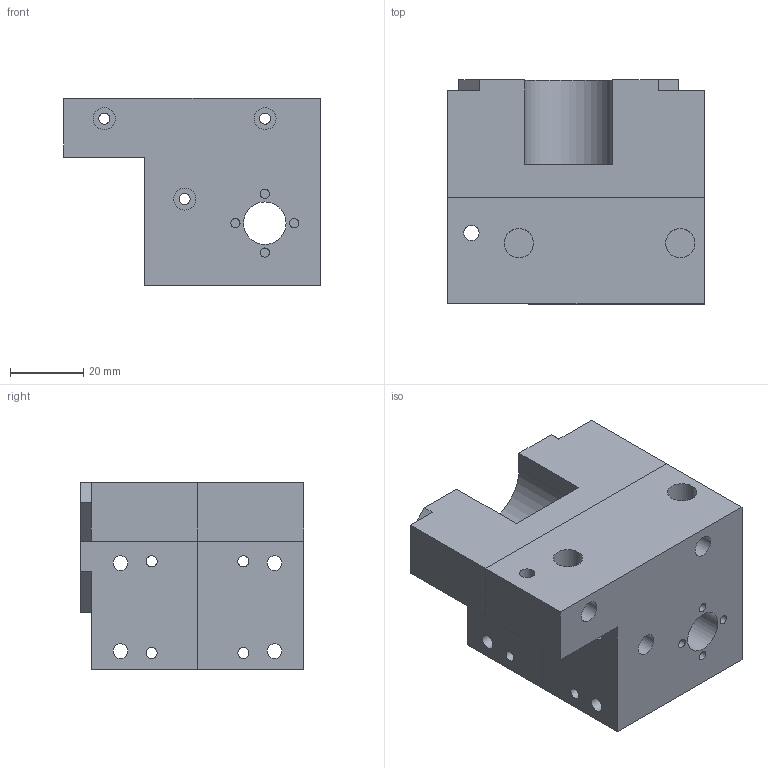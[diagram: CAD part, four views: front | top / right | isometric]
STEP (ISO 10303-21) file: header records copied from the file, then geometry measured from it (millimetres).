
FILE_DESCRIPTION(/* description */ (''),/* implementation_level */ '2;1');
FILE_NAME(/* name */ 'XZ-carriage-III-assembled-part1-rev1 v31.step',/* time_stamp */ '2019-03-03T15:48:34+01:00',/* author */ ('emytass'),/* organization */ (''),/* preprocessor_version */ 'ST-DEVELOPER v17.2',/* originating_system */ 'Autodesk Translation Framework v7.6.0.251',/* authorisation */ '');
FILE_SCHEMA (('AUTOMOTIVE_DESIGN { 1 0 10303 214 3 1 1 }'));
Length unit declared in the file: millimetre
Products named in the file (3): XZ-carriage-III-assembled-part1-rev1; XZ-carriage-III-part1.1; XZ-carriage-III-part1.2
Assembly tree (2 placements, depth 2):
  XZ-carriage-III-assembled-part1-rev1
    XZ-carriage-III-part1.1
    XZ-carriage-III-part1.2
Bounding box: 70 x 61 x 51 mm (x, y, z)
Volume: 142853.8 mm3; surface area: 35505.8 mm2
Topology: 2 solids, 2 shells, 84 faces, 183 edges, 123 vertices
Faces by surface type: plane 46, cylinder 38
Full cylindrical faces by diameter (mm): 2.5 x4, 3 x10, 4 x4, 4.2 x4, 6 x7, 8 x6, 11.6 x2
Entity records: 2488 total; most frequent: DIRECTION 440, CARTESIAN_POINT 395, ORIENTED_EDGE 366, EDGE_CURVE 183, AXIS2_PLACEMENT_3D 168, EDGE_LOOP 138, VERTEX_POINT 123, LINE 104
